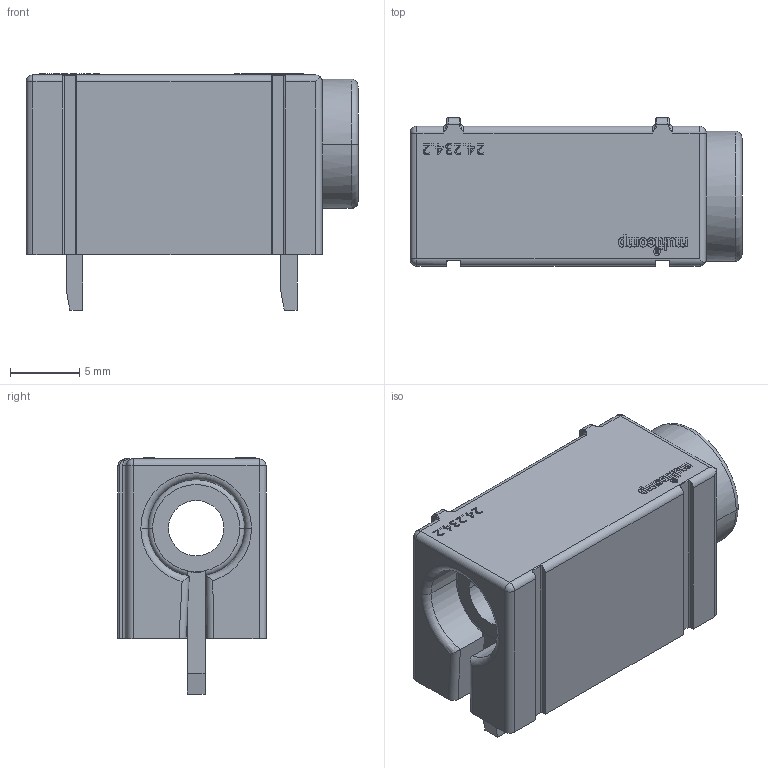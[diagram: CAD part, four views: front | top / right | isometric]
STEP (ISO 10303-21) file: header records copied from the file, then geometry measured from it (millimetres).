
FILE_DESCRIPTION (( 'STEP AP214' ), '1' );
FILE_NAME ('24.243.1.STEP', '2019-05-05T09:49:40', ( '' ), ( '' ), 'SwSTEP 2.0', 'SolidWorks 2019', '' );
FILE_SCHEMA (( 'AUTOMOTIVE_DESIGN' ));
Length unit declared in the file: millimetre
Products named in the file (4): 24.243.1_PIN_Predeterminado; 24.243.1_LOGO; 24.243.1; 24.243.1_FRAME_Predeterminado
Assembly tree (4 placements, depth 2):
  24.243.1
    24.243.1_FRAME_Predeterminado
    24.243.1_PIN_Predeterminado  x2
    24.243.1_LOGO
Bounding box: 24 x 10.7 x 17.08 mm (x, y, z)
Volume: 2469.1 mm3; surface area: 2012.6 mm2
Topology: 21 solids, 21 shells, 589 faces, 1597 edges, 1043 vertices
Faces by surface type: bspline 284, plane 229, cylinder 49, torus 24, sphere 3
Entity records: 26269 total; most frequent: CARTESIAN_POINT 8564, ORIENTED_EDGE 3086, DIRECTION 1661, EDGE_CURVE 1543, VERTEX_POINT 1013, LINE 833, VECTOR 833, EDGE_LOOP 584
